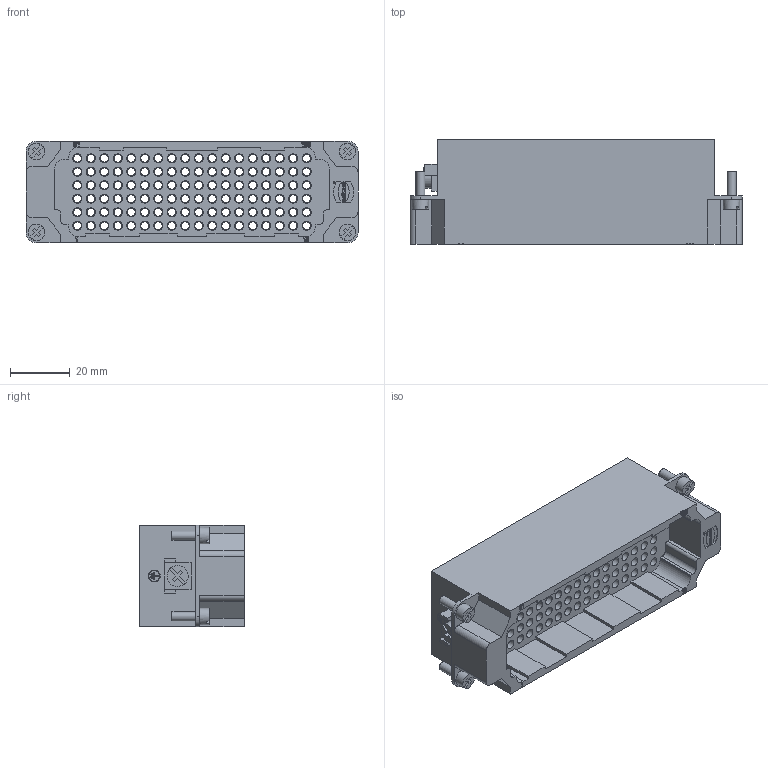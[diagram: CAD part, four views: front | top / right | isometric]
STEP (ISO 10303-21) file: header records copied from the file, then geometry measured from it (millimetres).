
FILE_DESCRIPTION(/* description */ (''),/* implementation_level */ '2;1');
FILE_NAME(/* name */ '100106503ugm000_b.stp',/* time_stamp */ '2017-10-26T12:20:13+02:00',/* author */ (''),/* organization */ (''),/* preprocessor_version */ 'ST-DEVELOPER v16',/* originating_system */ 'SIEMENS PLM Software NX 10.0',/* authorisation */ '');
FILE_SCHEMA (('AUTOMOTIVE_DESIGN { 1 0 10303 214 3 1 1 1 }'));
Length unit declared in the file: millimetre
Products named in the file (1): 100106503ugm000_b
Bounding box: 110.8 x 35 x 34 mm (x, y, z)
Volume: 58857.1 mm3; surface area: 43407.7 mm2
Topology: 1 solids, 1 shells, 1409 faces, 3070 edges, 2155 vertices
Faces by surface type: plane 881, cylinder 524, bspline 4
Full cylindrical faces by diameter (mm): 0.508 x1, 0.665 x1, 2.6 x108, 3 x112, 3.4 x108, 3.6 x1, 3.8 x108, 4 x1, 5.5 x4, 7 x1
Entity records: 39217 total; most frequent: DIRECTION 6497, CARTESIAN_POINT 6226, ORIENTED_EDGE 5250, EDGE_CURVE 2625, AXIS2_PLACEMENT_3D 2474, EDGE_LOOP 2453, VERTEX_POINT 2046, FACE_BOUND 1839
